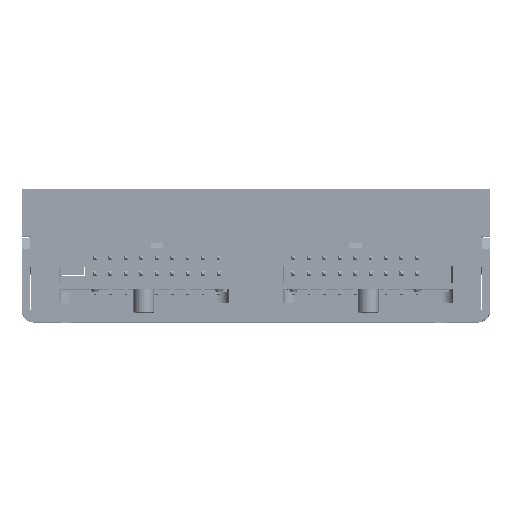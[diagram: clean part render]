
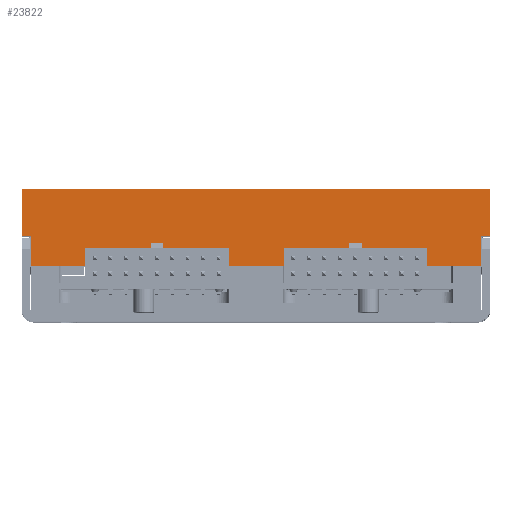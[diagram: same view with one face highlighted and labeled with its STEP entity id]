
A CAD part, top view. The second image highlights one B-rep face of the part: STEP entity #23822.
In plain terms, the highlighted planar face has unit normal (0, 0, 1).
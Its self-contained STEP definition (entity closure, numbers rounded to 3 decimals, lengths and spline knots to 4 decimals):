
#23822 = ADVANCED_FACE ( 'NONE', ( #71163 ), #72897, .T. ) ;
#34245 = EDGE_CURVE ( 'NONE', #152553, #152552, #112226, .T. ) ;
#34259 = EDGE_CURVE ( 'NONE', #152555, #152558, #112248, .T. ) ;
#71163 = FACE_OUTER_BOUND ( 'NONE', #179870, .T. ) ;
#72897 = PLANE ( 'NONE',  #79260 ) ;
#79260 = AXIS2_PLACEMENT_3D ( 'NONE', #86188, #86190, #86191 ) ;
#82600 = CARTESIAN_POINT ( 'NONE',  ( -4.905, 1.318, -7.2329 ) ) ;
#82601 = CARTESIAN_POINT ( 'NONE',  ( 0.095, 1.318, -7.2329 ) ) ;
#82603 = CARTESIAN_POINT ( 'NONE',  ( -4.81, 0.5, -7.2329 ) ) ;
#82606 = CARTESIAN_POINT ( 'NONE',  ( 0., 0.5, -7.2329 ) ) ;
#82619 = CARTESIAN_POINT ( 'NONE',  ( 0., 0.82, -7.2329 ) ) ;
#82622 = CARTESIAN_POINT ( 'NONE',  ( -4.81, 0.82, -7.2329 ) ) ;
#82623 = CARTESIAN_POINT ( 'NONE',  ( 0.095, 0.82, -7.2329 ) ) ;
#82624 = CARTESIAN_POINT ( 'NONE',  ( -4.905, 0.82, -7.2329 ) ) ;
#86188 = CARTESIAN_POINT ( 'NONE',  ( -4.905, 0.5, -7.2329 ) ) ;
#86190 = DIRECTION ( 'NONE',  ( 0., 0., 1. ) ) ;
#86191 = DIRECTION ( 'NONE',  ( 1., 0., 0. ) ) ;
#111448 = CARTESIAN_POINT ( 'NONE',  ( -2.405, 1.318, -7.2329 ) ) ;
#111460 = DIRECTION ( 'NONE',  ( -1., 0., 0. ) ) ;
#111471 = CARTESIAN_POINT ( 'NONE',  ( -2.405, 0.5, -7.2329 ) ) ;
#111472 = DIRECTION ( 'NONE',  ( 1., 0., 0. ) ) ;
#112212 = VECTOR ( 'NONE', #111460, 39.3701 ) ;
#112226 = LINE ( 'NONE', #111448, #112212 ) ;
#112248 = LINE ( 'NONE', #111471, #112250 ) ;
#112250 = VECTOR ( 'NONE', #111472, 39.3701 ) ;
#123332 = EDGE_CURVE ( 'NONE', #152575, #152553, #179093, .T. ) ;
#123350 = EDGE_CURVE ( 'NONE', #152576, #152552, #179127, .T. ) ;
#123364 = EDGE_CURVE ( 'NONE', #152574, #152555, #179140, .T. ) ;
#123366 = EDGE_CURVE ( 'NONE', #152558, #152571, #179146, .T. ) ;
#123380 = EDGE_CURVE ( 'NONE', #152575, #152571, #179183, .T. ) ;
#123384 = EDGE_CURVE ( 'NONE', #152574, #152576, #179188, .T. ) ;
#152552 = VERTEX_POINT ( 'NONE', #82600 ) ;
#152553 = VERTEX_POINT ( 'NONE', #82601 ) ;
#152555 = VERTEX_POINT ( 'NONE', #82603 ) ;
#152558 = VERTEX_POINT ( 'NONE', #82606 ) ;
#152571 = VERTEX_POINT ( 'NONE', #82619 ) ;
#152574 = VERTEX_POINT ( 'NONE', #82622 ) ;
#152575 = VERTEX_POINT ( 'NONE', #82623 ) ;
#152576 = VERTEX_POINT ( 'NONE', #82624 ) ;
#175036 = ORIENTED_EDGE ( 'NONE', *, *, #34245, .T. ) ;
#176210 = ORIENTED_EDGE ( 'NONE', *, *, #123380, .F. ) ;
#176214 = ORIENTED_EDGE ( 'NONE', *, *, #123332, .T. ) ;
#176234 = ORIENTED_EDGE ( 'NONE', *, *, #123350, .F. ) ;
#176242 = ORIENTED_EDGE ( 'NONE', *, *, #123366, .T. ) ;
#176244 = ORIENTED_EDGE ( 'NONE', *, *, #123364, .T. ) ;
#176248 = ORIENTED_EDGE ( 'NONE', *, *, #123384, .F. ) ;
#176256 = ORIENTED_EDGE ( 'NONE', *, *, #34259, .T. ) ;
#179093 = LINE ( 'NONE', #181177, #179094 ) ;
#179094 = VECTOR ( 'NONE', #181179, 39.3701 ) ;
#179127 = LINE ( 'NONE', #181661, #179128 ) ;
#179128 = VECTOR ( 'NONE', #181662, 39.3701 ) ;
#179140 = LINE ( 'NONE', #181686, #179155 ) ;
#179146 = LINE ( 'NONE', #181688, #179159 ) ;
#179155 = VECTOR ( 'NONE', #181689, 39.3701 ) ;
#179159 = VECTOR ( 'NONE', #181694, 39.3701 ) ;
#179183 = LINE ( 'NONE', #181722, #179184 ) ;
#179184 = VECTOR ( 'NONE', #181723, 39.3701 ) ;
#179188 = LINE ( 'NONE', #181730, #179191 ) ;
#179191 = VECTOR ( 'NONE', #181734, 39.3701 ) ;
#179870 = EDGE_LOOP ( 'NONE', ( #176244, #176256, #176242, #176210, #176214, #175036, #176234, #176248 ) ) ;
#181177 = CARTESIAN_POINT ( 'NONE',  ( 0.095, 0.5, -7.2329 ) ) ;
#181179 = DIRECTION ( 'NONE',  ( 0., 1., 0. ) ) ;
#181661 = CARTESIAN_POINT ( 'NONE',  ( -4.905, 0.82, -7.2329 ) ) ;
#181662 = DIRECTION ( 'NONE',  ( 0., 1., 0. ) ) ;
#181686 = CARTESIAN_POINT ( 'NONE',  ( -4.81, 0.909, -7.2329 ) ) ;
#181688 = CARTESIAN_POINT ( 'NONE',  ( 0., 0.909, -7.2329 ) ) ;
#181689 = DIRECTION ( 'NONE',  ( 0., -1., 0. ) ) ;
#181694 = DIRECTION ( 'NONE',  ( 0., 1., 0. ) ) ;
#181722 = CARTESIAN_POINT ( 'NONE',  ( -2.405, 0.82, -7.2329 ) ) ;
#181723 = DIRECTION ( 'NONE',  ( -1., 0., 0. ) ) ;
#181730 = CARTESIAN_POINT ( 'NONE',  ( -2.405, 0.82, -7.2329 ) ) ;
#181734 = DIRECTION ( 'NONE',  ( -1., 0., 0. ) ) ;
